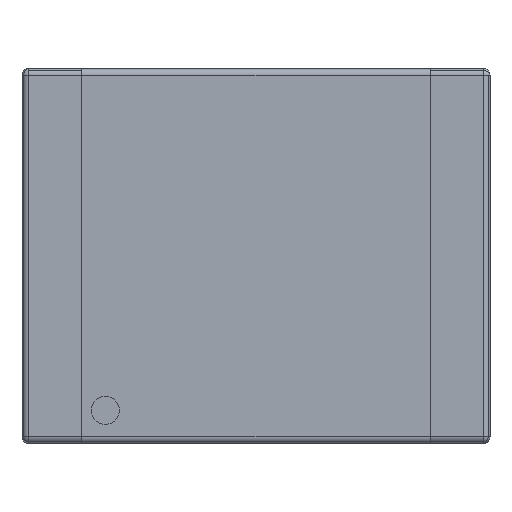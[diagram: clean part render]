
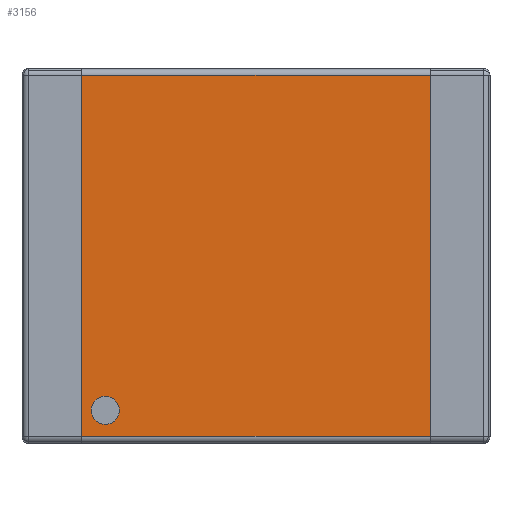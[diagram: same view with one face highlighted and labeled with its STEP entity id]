
A CAD part, top view. The second image highlights one B-rep face of the part: STEP entity #3156.
In plain terms, the highlighted planar face has unit normal (0, 0, 1).
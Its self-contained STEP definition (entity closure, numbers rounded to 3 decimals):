
#86 = EDGE_CURVE ( 'NONE', #5011, #1799, #4583, .T. ) ;
#242 = VECTOR ( 'NONE', #3888, 1000. ) ;
#536 = CARTESIAN_POINT ( 'NONE',  ( 0., 0.965, 1.04 ) ) ;
#776 = FACE_OUTER_BOUND ( 'NONE', #4539, .T. ) ;
#823 = ORIENTED_EDGE ( 'NONE', *, *, #1712, .F. ) ;
#849 = LINE ( 'NONE', #2121, #2338 ) ;
#901 = CARTESIAN_POINT ( 'NONE',  ( -0.93, 0.965, 1.04 ) ) ;
#1538 = CARTESIAN_POINT ( 'NONE',  ( -0.93, 0.965, 1.04 ) ) ;
#1712 = EDGE_CURVE ( 'NONE', #1775, #5011, #3040, .T. ) ;
#1775 = VERTEX_POINT ( 'NONE', #2636 ) ;
#1799 = VERTEX_POINT ( 'NONE', #2368 ) ;
#2121 = CARTESIAN_POINT ( 'NONE',  ( 0., -0.965, 1.04 ) ) ;
#2338 = VECTOR ( 'NONE', #2616, 1000. ) ;
#2368 = CARTESIAN_POINT ( 'NONE',  ( 0.93, 0.965, 1.04 ) ) ;
#2542 = VECTOR ( 'NONE', #4079, 1000. ) ;
#2546 = DIRECTION ( 'NONE',  ( 0., 0., 1. ) ) ;
#2616 = DIRECTION ( 'NONE',  ( 1., 0., 0. ) ) ;
#2636 = CARTESIAN_POINT ( 'NONE',  ( -0.93, -0.965, 1.04 ) ) ;
#2650 = CARTESIAN_POINT ( 'NONE',  ( 0.93, -0.965, 1.04 ) ) ;
#2938 = ORIENTED_EDGE ( 'NONE', *, *, #86, .F. ) ;
#2995 = CARTESIAN_POINT ( 'NONE',  ( 0.93, 0.965, 1.04 ) ) ;
#3040 = LINE ( 'NONE', #901, #242 ) ;
#3092 = CARTESIAN_POINT ( 'NONE',  ( 0., 0.965, 1.04 ) ) ;
#3156 = ADVANCED_FACE ( 'NONE', ( #776 ), #3857, .T. ) ;
#3857 = PLANE ( 'NONE',  #4479 ) ;
#3882 = EDGE_CURVE ( 'NONE', #1799, #4067, #5644, .T. ) ;
#3888 = DIRECTION ( 'NONE',  ( 0., 1., 0. ) ) ;
#3904 = DIRECTION ( 'NONE',  ( 0., -1., 0. ) ) ;
#4067 = VERTEX_POINT ( 'NONE', #2650 ) ;
#4073 = VECTOR ( 'NONE', #3904, 1000. ) ;
#4079 = DIRECTION ( 'NONE',  ( 1., 0., 0. ) ) ;
#4202 = ORIENTED_EDGE ( 'NONE', *, *, #4721, .T. ) ;
#4433 = ORIENTED_EDGE ( 'NONE', *, *, #3882, .F. ) ;
#4479 = AXIS2_PLACEMENT_3D ( 'NONE', #3092, #2546, #4775 ) ;
#4539 = EDGE_LOOP ( 'NONE', ( #4202, #4433, #2938, #823 ) ) ;
#4583 = LINE ( 'NONE', #536, #2542 ) ;
#4721 = EDGE_CURVE ( 'NONE', #1775, #4067, #849, .T. ) ;
#4775 = DIRECTION ( 'NONE',  ( 1., 0., 0. ) ) ;
#5011 = VERTEX_POINT ( 'NONE', #1538 ) ;
#5644 = LINE ( 'NONE', #2995, #4073 ) ;
